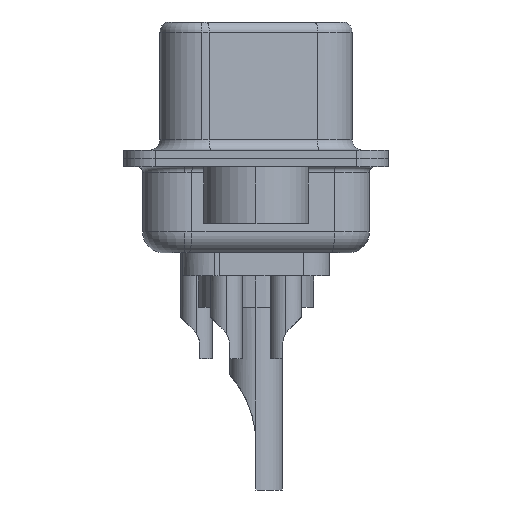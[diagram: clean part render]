
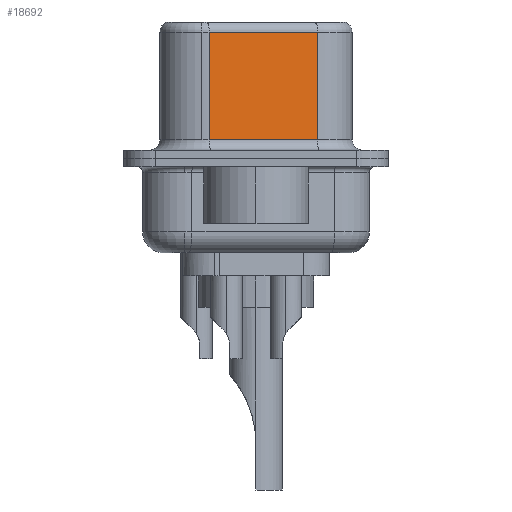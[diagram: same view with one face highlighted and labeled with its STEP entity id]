
A CAD part, left-side view. The second image highlights one B-rep face of the part: STEP entity #18692.
In plain terms, the highlighted planar face has unit normal (-0.985, -0.174, 0).
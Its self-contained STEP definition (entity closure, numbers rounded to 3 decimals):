
#376 = ORIENTED_EDGE ( 'NONE', *, *, #2306, .F. ) ;
#737 = VERTEX_POINT ( 'NONE', #7039 ) ;
#785 = VECTOR ( 'NONE', #13617, 1000. ) ;
#1979 = CARTESIAN_POINT ( 'NONE',  ( 4.585, -2.927, 6.02 ) ) ;
#2306 = EDGE_CURVE ( 'NONE', #737, #12931, #7255, .T. ) ;
#3135 = CARTESIAN_POINT ( 'NONE',  ( 3.675, 2.233, 6.02 ) ) ;
#3198 = DIRECTION ( 'NONE',  ( 0.985, 0.174, 0. ) ) ;
#3670 = EDGE_CURVE ( 'NONE', #737, #19489, #23217, .T. ) ;
#3927 = CARTESIAN_POINT ( 'NONE',  ( 3.675, 2.233, 6.52 ) ) ;
#3958 = DIRECTION ( 'NONE',  ( -0.174, 0.985, 0. ) ) ;
#6285 = VERTEX_POINT ( 'NONE', #21895 ) ;
#6377 = ORIENTED_EDGE ( 'NONE', *, *, #3670, .T. ) ;
#6894 = CARTESIAN_POINT ( 'NONE',  ( 4.585, -2.927, 6.52 ) ) ;
#7039 = CARTESIAN_POINT ( 'NONE',  ( 4.585, -2.927, 6.02 ) ) ;
#7255 = LINE ( 'NONE', #6894, #10165 ) ;
#7664 = ORIENTED_EDGE ( 'NONE', *, *, #7878, .T. ) ;
#7878 = EDGE_CURVE ( 'NONE', #6285, #12931, #22771, .T. ) ;
#10165 = VECTOR ( 'NONE', #14424, 1000. ) ;
#10577 = ORIENTED_EDGE ( 'NONE', *, *, #11432, .T. ) ;
#11432 = EDGE_CURVE ( 'NONE', #19489, #6285, #18338, .T. ) ;
#12659 = VECTOR ( 'NONE', #3958, 1000. ) ;
#12931 = VERTEX_POINT ( 'NONE', #20542 ) ;
#13617 = DIRECTION ( 'NONE',  ( 0.174, -0.985, 0. ) ) ;
#13770 = CARTESIAN_POINT ( 'NONE',  ( 4.585, -2.927, 0.9 ) ) ;
#14424 = DIRECTION ( 'NONE',  ( 0., 0., -1. ) ) ;
#14460 = FACE_OUTER_BOUND ( 'NONE', #16956, .T. ) ;
#16956 = EDGE_LOOP ( 'NONE', ( #376, #6377, #10577, #7664 ) ) ;
#18338 = LINE ( 'NONE', #3927, #21433 ) ;
#18692 = ADVANCED_FACE ( 'NONE', ( #14460 ), #23449, .F. ) ;
#19489 = VERTEX_POINT ( 'NONE', #3135 ) ;
#19695 = AXIS2_PLACEMENT_3D ( 'NONE', #19791, #3198, #23293 ) ;
#19791 = CARTESIAN_POINT ( 'NONE',  ( 4.585, -2.927, 6.52 ) ) ;
#20280 = DIRECTION ( 'NONE',  ( 0., 0., -1. ) ) ;
#20542 = CARTESIAN_POINT ( 'NONE',  ( 4.585, -2.927, 0.9 ) ) ;
#21433 = VECTOR ( 'NONE', #20280, 1000. ) ;
#21895 = CARTESIAN_POINT ( 'NONE',  ( 3.675, 2.233, 0.9 ) ) ;
#22771 = LINE ( 'NONE', #13770, #785 ) ;
#23217 = LINE ( 'NONE', #1979, #12659 ) ;
#23293 = DIRECTION ( 'NONE',  ( -0.174, 0.985, 0. ) ) ;
#23449 = PLANE ( 'NONE',  #19695 ) ;
